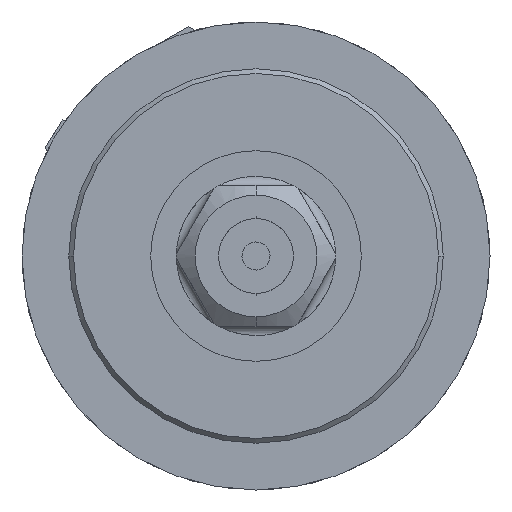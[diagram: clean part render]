
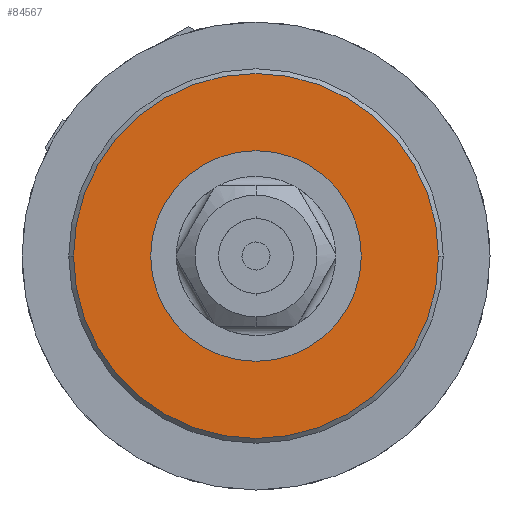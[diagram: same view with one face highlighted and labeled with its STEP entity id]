
A CAD part, front view. The second image highlights one B-rep face of the part: STEP entity #84567.
In plain terms, the highlighted face is planar.
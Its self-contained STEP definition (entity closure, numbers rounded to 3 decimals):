
#310 = EDGE_CURVE ( 'NONE', #97772, #104807, #27525, .T. ) ;
#10620 = DIRECTION ( 'NONE',  ( 0., 0., -1. ) ) ;
#13792 = CARTESIAN_POINT ( 'NONE',  ( -39., 0., 9. ) ) ;
#13883 = CARTESIAN_POINT ( 'NONE',  ( 39., 0., 9. ) ) ;
#20348 = AXIS2_PLACEMENT_3D ( 'NONE', #94252, #26604, #83398 ) ;
#26604 = DIRECTION ( 'NONE',  ( 0., 0., 1. ) ) ;
#27525 = CIRCLE ( 'NONE', #54918, 39. ) ;
#29015 = FACE_OUTER_BOUND ( 'NONE', #31515, .T. ) ;
#31515 = EDGE_LOOP ( 'NONE', ( #68754, #67366 ) ) ;
#31753 = DIRECTION ( 'NONE',  ( -1., 0., 0. ) ) ;
#54918 = AXIS2_PLACEMENT_3D ( 'NONE', #100849, #76644, #31753 ) ;
#63967 = EDGE_CURVE ( 'NONE', #104807, #97772, #136523, .T. ) ;
#67366 = ORIENTED_EDGE ( 'NONE', *, *, #310, .F. ) ;
#68754 = ORIENTED_EDGE ( 'NONE', *, *, #63967, .F. ) ;
#76644 = DIRECTION ( 'NONE',  ( 0., 0., -1. ) ) ;
#83398 = DIRECTION ( 'NONE',  ( 1., 0., 0. ) ) ;
#84567 = ADVANCED_FACE ( 'N', ( #29015 ), #106155, .T. ) ;
#94252 = CARTESIAN_POINT ( 'NONE',  ( 0., 0., 9. ) ) ;
#97772 = VERTEX_POINT ( 'NONE', #13883 ) ;
#100849 = CARTESIAN_POINT ( 'NONE',  ( 0., 0., 9. ) ) ;
#104807 = VERTEX_POINT ( 'NONE', #13792 ) ;
#106155 = PLANE ( 'NONE',  #20348 ) ;
#111650 = AXIS2_PLACEMENT_3D ( 'NONE', #135611, #10620, #134618 ) ;
#134618 = DIRECTION ( 'NONE',  ( -1., 0., 0. ) ) ;
#135611 = CARTESIAN_POINT ( 'NONE',  ( 0., 0., 9. ) ) ;
#136523 = CIRCLE ( 'NONE', #111650, 39. ) ;
